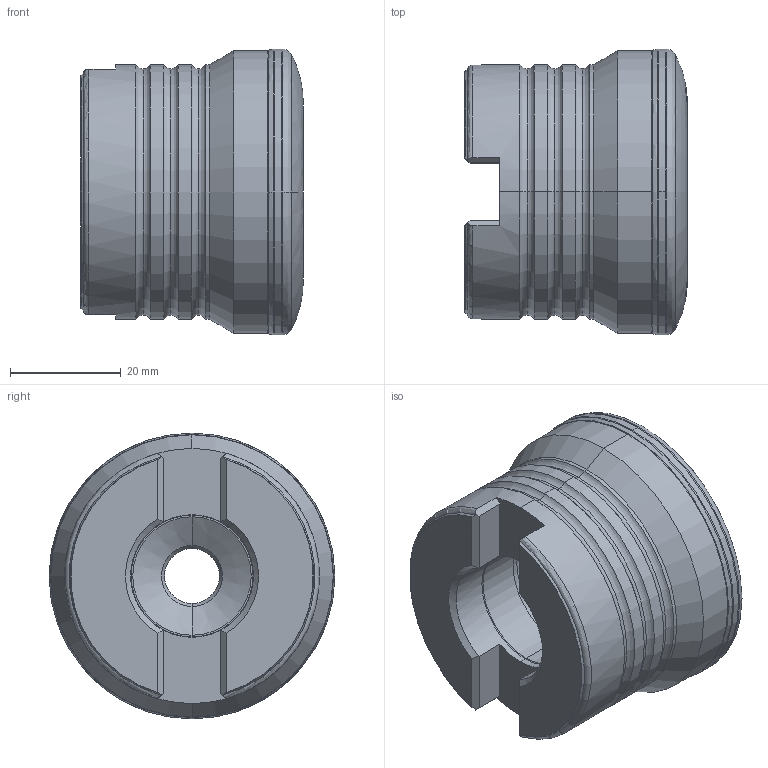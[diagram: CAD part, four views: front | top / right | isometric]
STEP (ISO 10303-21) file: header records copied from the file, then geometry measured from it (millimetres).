
FILE_DESCRIPTION (( 'STEP AP214' ), '1' );
FILE_NAME ('00PP-052-545-4.STEP', '2011-11-14T13:04:57', ( '' ), ( '' ), 'SwSTEP 2.0', 'SolidWorks 2010', '' );
FILE_SCHEMA (( 'AUTOMOTIVE_DESIGN' ));
Length unit declared in the file: millimetre
Products named in the file (1): 00PP-052-545-4
Bounding box: 40.15 x 51.64 x 51.64 mm (x, y, z)
Volume: 57529.1 mm3; surface area: 11757.4 mm2
Topology: 1 solids, 1 shells, 101 faces, 242 edges, 144 vertices
Faces by surface type: cone 22, bspline 20, torus 20, cylinder 20, plane 19
Entity records: 3592 total; most frequent: CARTESIAN_POINT 1274, DIRECTION 498, ORIENTED_EDGE 484, EDGE_CURVE 242, AXIS2_PLACEMENT_3D 214, VERTEX_POINT 144, CIRCLE 132, EDGE_LOOP 104
